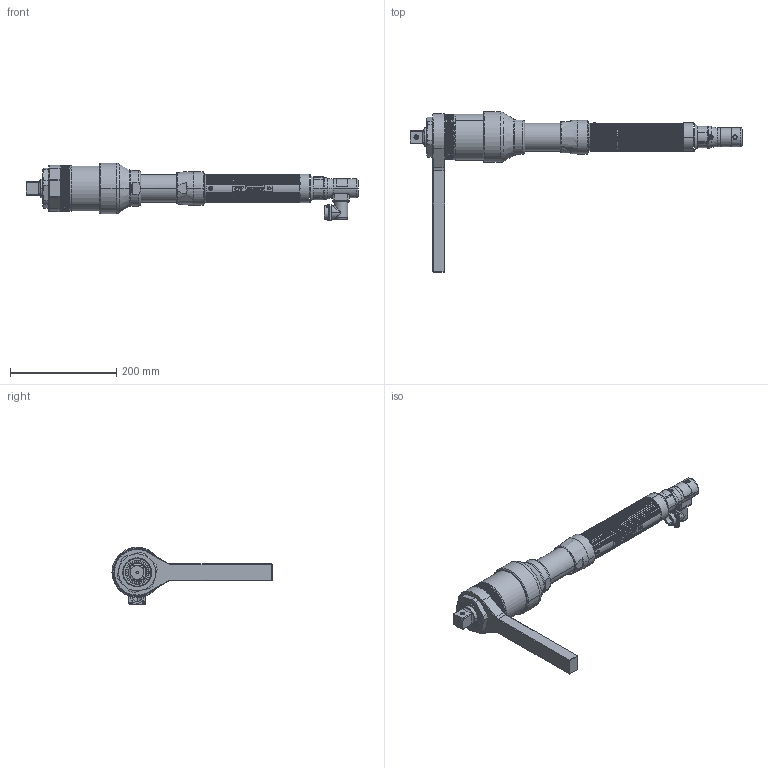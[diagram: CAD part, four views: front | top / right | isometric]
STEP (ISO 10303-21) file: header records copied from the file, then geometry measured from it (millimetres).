
FILE_DESCRIPTION((''),'2;1');
FILE_NAME('EB55MB5-1100','2012-05-01T',('EJF1116'),(''),'PRO/ENGINEER BY PARAMETRIC TECHNOLOGY CORPORATION, 2010430','PRO/ENGINEER BY PARAMETRIC TECHNOLOGY CORPORATION, 2010430','');
FILE_SCHEMA(('CONFIG_CONTROL_DESIGN'));
Length unit declared in the file: inch
Products named in the file (1): EB55MB5-1100
Bounding box: 625.23 x 301.5 x 108.71 mm (x, y, z)
Surface area: 215592 mm2 (no closed solid volume)
Topology: 0 solids, 83 shells, 464 faces, 3055 edges, 2557 vertices
Faces by surface type: cylinder 223, plane 115, cone 50, bspline 40, torus 32, extrusion 2, sphere 2
Entity records: 42412 total; most frequent: CARTESIAN_POINT 21256, DIRECTION 3951, ORIENTED_EDGE 3832, EDGE_CURVE 3053, VERTEX_POINT 2557, AXIS2_PLACEMENT_3D 1340, VECTOR 1271, LINE 1269
